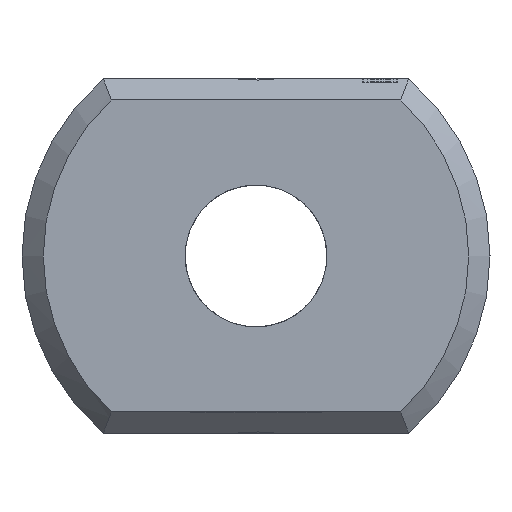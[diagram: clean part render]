
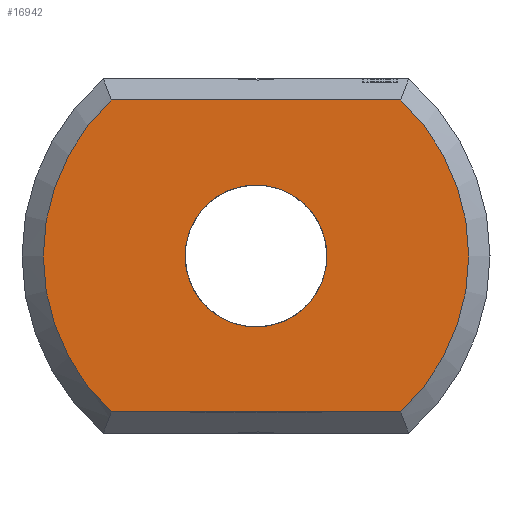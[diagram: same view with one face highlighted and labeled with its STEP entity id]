
A CAD part, left-side view. The second image highlights one B-rep face of the part: STEP entity #16942.
In plain terms, the highlighted planar face has unit normal (-1, 0, 0).
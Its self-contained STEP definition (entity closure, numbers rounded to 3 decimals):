
#4172 = VERTEX_POINT('',#4173);
#4173 = CARTESIAN_POINT('',(0.,-2.04,2.2));
#4182 = VERTEX_POINT('',#4183);
#4183 = CARTESIAN_POINT('',(0.,-2.04,-2.2));
#4190 = EDGE_CURVE('',#4172,#4182,#4191,.T.);
#4191 = CIRCLE('',#4192,3.);
#4192 = AXIS2_PLACEMENT_3D('',#4193,#4194,#4195);
#4193 = CARTESIAN_POINT('',(0.,0.,0.));
#4194 = DIRECTION('',(1.,0.,0.));
#4195 = DIRECTION('',(0.,-0.653,0.758)
  );
#5358 = VERTEX_POINT('',#5359);
#5359 = CARTESIAN_POINT('',(0.,2.04,2.2));
#5366 = EDGE_CURVE('',#4172,#5358,#5367,.T.);
#5367 = LINE('',#5368,#5369);
#5368 = CARTESIAN_POINT('',(0.,-2.154,2.2));
#5369 = VECTOR('',#5370,1.);
#5370 = DIRECTION('',(0.,1.,0.));
#16942 = ADVANCED_FACE('',(#16943,#16962),#16973,.F.);
#16943 = FACE_BOUND('',#16944,.F.);
#16944 = EDGE_LOOP('',(#16945,#16954,#16955,#16956));
#16945 = ORIENTED_EDGE('',*,*,#16946,.T.);
#16946 = EDGE_CURVE('',#16947,#5358,#16949,.T.);
#16947 = VERTEX_POINT('',#16948);
#16948 = CARTESIAN_POINT('',(0.,2.04,-2.2));
#16949 = CIRCLE('',#16950,3.);
#16950 = AXIS2_PLACEMENT_3D('',#16951,#16952,#16953);
#16951 = CARTESIAN_POINT('',(0.,0.,0.));
#16952 = DIRECTION('',(1.,0.,0.));
#16953 = DIRECTION('',(0.,0.653,-0.758)
  );
#16954 = ORIENTED_EDGE('',*,*,#5366,.F.);
#16955 = ORIENTED_EDGE('',*,*,#4190,.T.);
#16956 = ORIENTED_EDGE('',*,*,#16957,.T.);
#16957 = EDGE_CURVE('',#4182,#16947,#16958,.T.);
#16958 = LINE('',#16959,#16960);
#16959 = CARTESIAN_POINT('',(0.,-2.154,-2.2));
#16960 = VECTOR('',#16961,1.);
#16961 = DIRECTION('',(0.,1.,0.));
#16962 = FACE_BOUND('',#16963,.T.);
#16963 = EDGE_LOOP('',(#16964));
#16964 = ORIENTED_EDGE('',*,*,#16965,.T.);
#16965 = EDGE_CURVE('',#16966,#16966,#16968,.T.);
#16966 = VERTEX_POINT('',#16967);
#16967 = CARTESIAN_POINT('',(0.,1.,0.)
  );
#16968 = CIRCLE('',#16969,1.);
#16969 = AXIS2_PLACEMENT_3D('',#16970,#16971,#16972);
#16970 = CARTESIAN_POINT('',(0.,0.,0.));
#16971 = DIRECTION('',(1.,0.,0.));
#16972 = DIRECTION('',(0.,1.,0.));
#16973 = PLANE('',#16974);
#16974 = AXIS2_PLACEMENT_3D('',#16975,#16976,#16977);
#16975 = CARTESIAN_POINT('',(0.,0.,0.));
#16976 = DIRECTION('',(1.,0.,0.));
#16977 = DIRECTION('',(0.,0.,1.));
